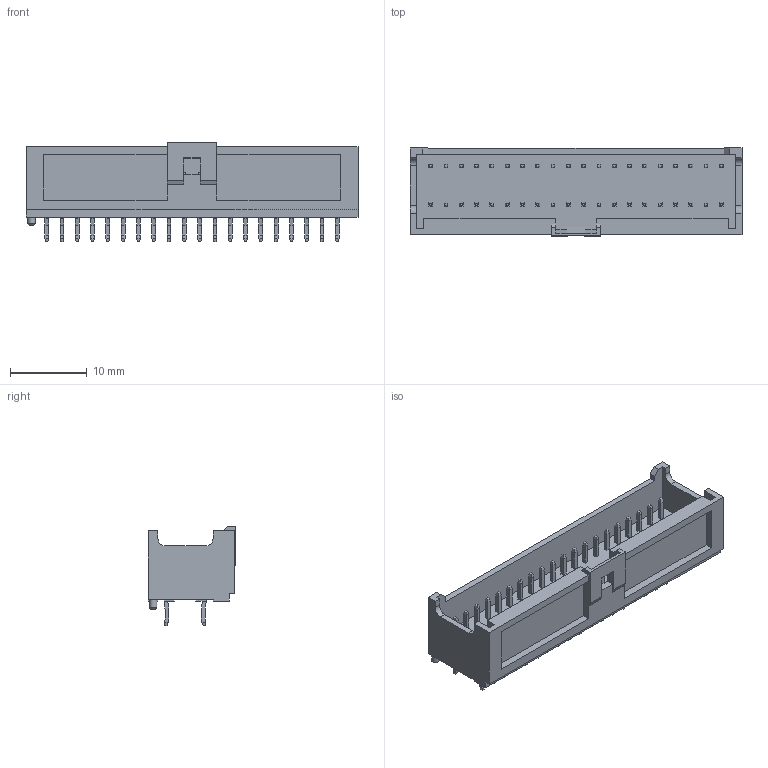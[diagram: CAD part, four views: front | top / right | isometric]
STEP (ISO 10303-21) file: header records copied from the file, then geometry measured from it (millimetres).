
FILE_DESCRIPTION(/* description */ ('Unknown'),/* implementation_level */ '2;1');
FILE_NAME(/* name */ 'J_Wurth_WR-WTB_62404021622',/* time_stamp */ '2025-05-26T15:31:00+08:00',/* author */ ('Unknown'),/* organization */ ('Unknown'),/* preprocessor_version */ 'ST-DEVELOPER v19.4',/* originating_system */ 'Solid Edge',/* authorisation */ 'Unknown');
FILE_SCHEMA (('AUTOMOTIVE_DESIGN {1 0 10303 214 3 1 1}'));
Length unit declared in the file: millimetre
Products named in the file (2): J_Wurth_WR-WTB_62404021622
Assembly tree (1 placements, depth 2):
  J_Wurth_WR-WTB_62404021622
    J_Wurth_WR-WTB_62404021622
Bounding box: 43.4 x 11.5 x 12.95 mm (x, y, z)
Volume: 1787.3 mm3; surface area: 3317.7 mm2
Topology: 1 solids, 1 shells, 1260 faces, 3241 edges, 2105 vertices
Faces by surface type: plane 1254, cylinder 5, cone 1
Full cylindrical faces by diameter (mm): 1 x1
Entity records: 46088 total; most frequent: CARTESIAN_POINT 6604, ORIENTED_EDGE 6476, DIRECTION 5773, EDGE_CURVE 3238, LINE 3227, VECTOR 3227, VERTEX_POINT 2104, EDGE_LOOP 1386
